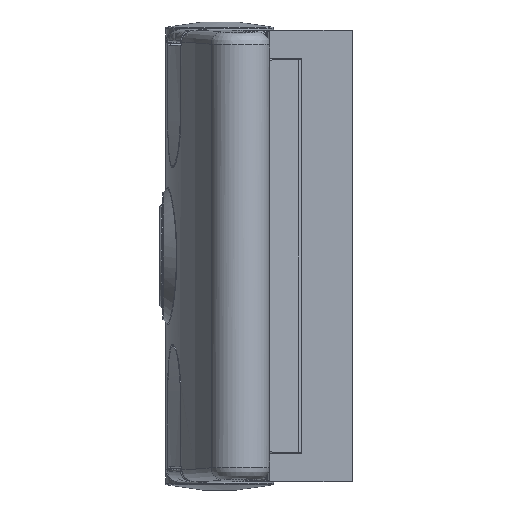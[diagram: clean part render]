
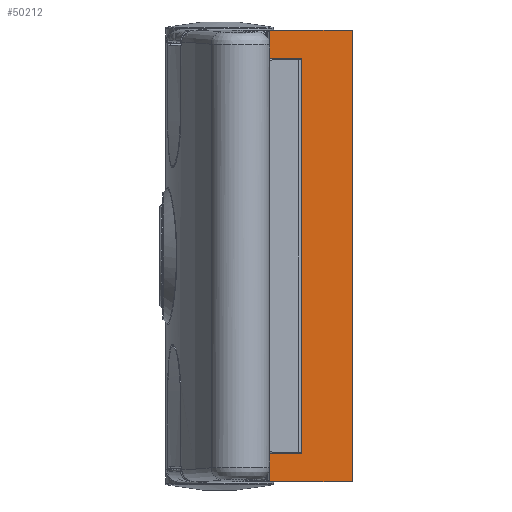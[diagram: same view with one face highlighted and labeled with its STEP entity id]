
A CAD part, left-side view. The second image highlights one B-rep face of the part: STEP entity #50212.
In plain terms, the highlighted face is planar.
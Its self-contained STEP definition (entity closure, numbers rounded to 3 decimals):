
#457=PLANE('',#54689);
#2589=LINE('',#104802,#5824);
#2593=LINE('',#104817,#5828);
#2594=LINE('',#104819,#5829);
#2595=LINE('',#104821,#5830);
#2596=LINE('',#104823,#5831);
#2597=LINE('',#104825,#5832);
#2598=LINE('',#104826,#5833);
#2599=LINE('',#104827,#5834);
#5824=VECTOR('',#64826,13.7);
#5828=VECTOR('',#64838,13.7);
#5829=VECTOR('',#64839,6.3);
#5830=VECTOR('',#64840,7.7);
#5831=VECTOR('',#64841,62.4);
#5832=VECTOR('',#64842,7.7);
#5833=VECTOR('',#64843,6.3);
#5834=VECTOR('',#64844,75.);
#12228=FACE_OUTER_BOUND('',#15297,.T.);
#15297=EDGE_LOOP('',(#39157,#39158,#39159,#39160,#39161,#39162,#39163,#39164));
#21912=VERTEX_POINT('',#104799);
#21913=VERTEX_POINT('',#104801);
#21919=VERTEX_POINT('',#104815);
#21920=VERTEX_POINT('',#104816);
#21921=VERTEX_POINT('',#104818);
#21922=VERTEX_POINT('',#104820);
#21923=VERTEX_POINT('',#104822);
#21924=VERTEX_POINT('',#104824);
#27970=EDGE_CURVE('',#21913,#21912,#2589,.T.);
#27977=EDGE_CURVE('',#21919,#21920,#2593,.T.);
#27978=EDGE_CURVE('',#21919,#21921,#2594,.T.);
#27979=EDGE_CURVE('',#21921,#21922,#2595,.T.);
#27980=EDGE_CURVE('',#21922,#21923,#2596,.T.);
#27981=EDGE_CURVE('',#21923,#21924,#2597,.T.);
#27982=EDGE_CURVE('',#21924,#21913,#2598,.T.);
#27983=EDGE_CURVE('',#21912,#21920,#2599,.T.);
#39157=ORIENTED_EDGE('',*,*,#27977,.F.);
#39158=ORIENTED_EDGE('',*,*,#27978,.T.);
#39159=ORIENTED_EDGE('',*,*,#27979,.T.);
#39160=ORIENTED_EDGE('',*,*,#27980,.T.);
#39161=ORIENTED_EDGE('',*,*,#27981,.T.);
#39162=ORIENTED_EDGE('',*,*,#27982,.T.);
#39163=ORIENTED_EDGE('',*,*,#27970,.T.);
#39164=ORIENTED_EDGE('',*,*,#27983,.T.);
#50212=ADVANCED_FACE('',(#12228),#457,.F.);
#54689=AXIS2_PLACEMENT_3D('',#104814,#64836,#64837);
#64826=DIRECTION('',(0.,-1.,0.));
#64836=DIRECTION('center_axis',(0.,0.,
1.));
#64837=DIRECTION('ref_axis',(1.,0.,0.));
#64838=DIRECTION('',(0.,-1.,0.));
#64839=DIRECTION('',(1.,0.,0.));
#64840=DIRECTION('',(0.,1.,0.));
#64841=DIRECTION('',(1.,0.,0.));
#64842=DIRECTION('',(0.,-1.,0.));
#64843=DIRECTION('',(1.,0.,0.));
#64844=DIRECTION('',(-1.,0.,0.));
#104799=CARTESIAN_POINT('',(37.5,0.,-18.25));
#104801=CARTESIAN_POINT('',(37.5,13.7,-18.25));
#104802=CARTESIAN_POINT('',(37.5,32.,-18.25));
#104814=CARTESIAN_POINT('Origin',(-37.5,32.,-18.25));
#104815=CARTESIAN_POINT('',(-37.5,13.7,-18.25));
#104816=CARTESIAN_POINT('',(-37.5,0.,-18.25));
#104817=CARTESIAN_POINT('',(-37.5,32.,-18.25));
#104818=CARTESIAN_POINT('',(-31.2,13.7,-18.25));
#104819=CARTESIAN_POINT('',(-31.5,13.7,-18.25));
#104820=CARTESIAN_POINT('',(-31.2,21.4,-18.25));
#104821=CARTESIAN_POINT('',(-31.2,32.,-18.25));
#104822=CARTESIAN_POINT('',(31.2,21.4,-18.25));
#104823=CARTESIAN_POINT('',(31.5,21.4,-18.25));
#104824=CARTESIAN_POINT('',(31.2,13.7,-18.25));
#104825=CARTESIAN_POINT('',(31.2,32.,-18.25));
#104826=CARTESIAN_POINT('',(37.5,13.7,-18.25));
#104827=CARTESIAN_POINT('',(-37.5,0.,-18.25));
